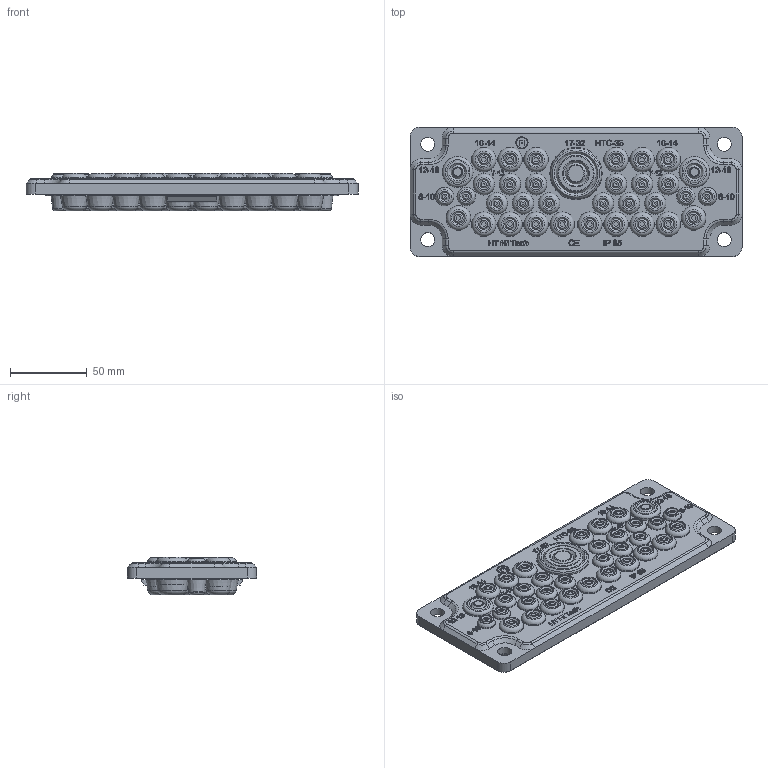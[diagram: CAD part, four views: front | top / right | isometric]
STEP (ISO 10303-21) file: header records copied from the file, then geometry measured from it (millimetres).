
FILE_DESCRIPTION( ( 'STEP AP214' ), '1' );
FILE_NAME( ' ', ' ', ( ' ' ), ( ' ' ), 'PSStep 11.0', ' ', ' ' );
FILE_SCHEMA( ( 'AUTOMOTIVE_DESIGN { 1 0 10303 214 1 1 1 1 }' ) );
Length unit declared in the file: millimetre
Products named in the file (1): @2396
Bounding box: 216 x 84 x 24.71 mm (x, y, z)
Volume: 129530.8 mm3; surface area: 103583.7 mm2
Topology: 1 solids, 1 shells, 1678 faces, 3803 edges, 2313 vertices
Faces by surface type: plane 533, cone 424, torus 334, cylinder 180, extrusion 139, bspline 52, revolution 16
Full cylindrical faces by diameter (mm): 5 x16, 7 x1, 8 x1, 8.812 x4, 9 x2, 9.2 x4, 14 x1
Entity records: 61108 total; most frequent: CARTESIAN_POINT 15537, DIRECTION 6223, ORIENTED_EDGE 5736, EDGE_CURVE 2868, AXIS2_PLACEMENT_3D 2719, EDGE_LOOP 2667, VERTEX_POINT 2179, FACE_OUTER_BOUND 2093
